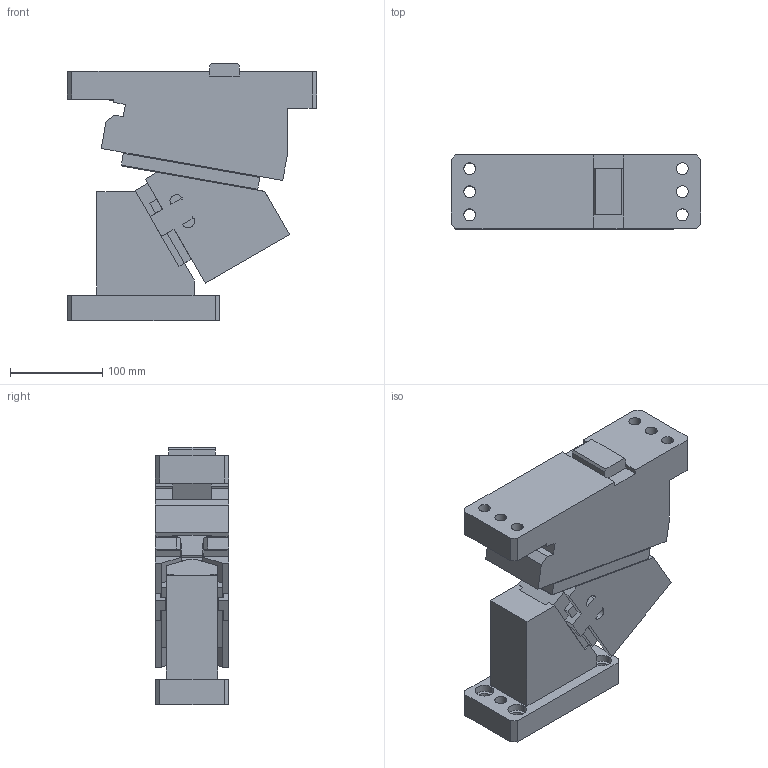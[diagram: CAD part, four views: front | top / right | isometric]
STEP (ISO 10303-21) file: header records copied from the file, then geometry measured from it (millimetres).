
FILE_DESCRIPTION(('CATIA V5 STEP Exchange'),'2;1');
FILE_NAME('CACC_80_60.stp','2015-04-21T12:51:59+00:00',('none'),('none'),'CATIA Version 5 Release 19 SP 2 (IN-10)','CATIA V5 STEP AP203','none');
FILE_SCHEMA(('CONFIG_CONTROL_DESIGN'));
Length unit declared in the file: millimetre
Products named in the file (1): CACC_80_60
Bounding box: 270 x 80 x 279 mm (x, y, z)
Volume: 3337372.5 mm3; surface area: 314732.2 mm2
Topology: 3 solids, 6 shells, 276 faces, 732 edges, 478 vertices
Faces by surface type: plane 208, cylinder 63, cone 4, extrusion 1
Entity records: 8809 total; most frequent: CARTESIAN_POINT 2254, ORIENTED_EDGE 1456, DIRECTION 1098, EDGE_CURVE 728, VECTOR 576, LINE 575, VERTEX_POINT 478, EDGE_LOOP 316
